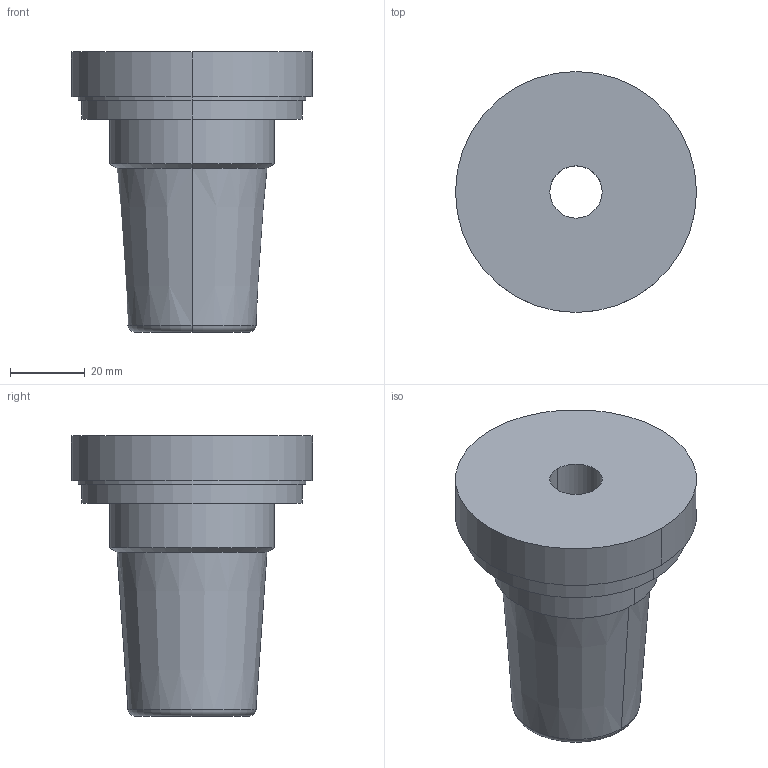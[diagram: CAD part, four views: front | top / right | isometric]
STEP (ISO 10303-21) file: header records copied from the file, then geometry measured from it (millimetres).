
FILE_DESCRIPTION((''),'2;1');
FILE_NAME('8432716800','2022-01-25T09:39:18',('thiemer'),(''),'CREO PARAMETRIC BY PTC INC, 2021164','CREO PARAMETRIC BY PTC INC, 2021164','');
FILE_SCHEMA(('AP242_MANAGED_MODEL_BASED_3D_ENGINEERING_MIM_LF { 1 0 10303 442 1 1 4 }'));
Length unit declared in the file: millimetre
Products named in the file (1): 8432716800
Bounding box: 64.5 x 64.5 x 75 mm (x, y, z)
Volume: 109137.9 mm3; surface area: 19768.2 mm2
Topology: 1 solids, 1 shells, 24 faces, 48 edges, 30 vertices
Faces by surface type: cylinder 12, plane 6, cone 4, torus 2
Entity records: 1092 total; most frequent: DIRECTION 160, CARTESIAN_POINT 125, ORIENTED_EDGE 96, AXIS2_PLACEMENT_3D 67, PRESENTATION_STYLE_ASSIGNMENT 62, STYLED_ITEM 62, CURVE_STYLE 61, EDGE_CURVE 48
